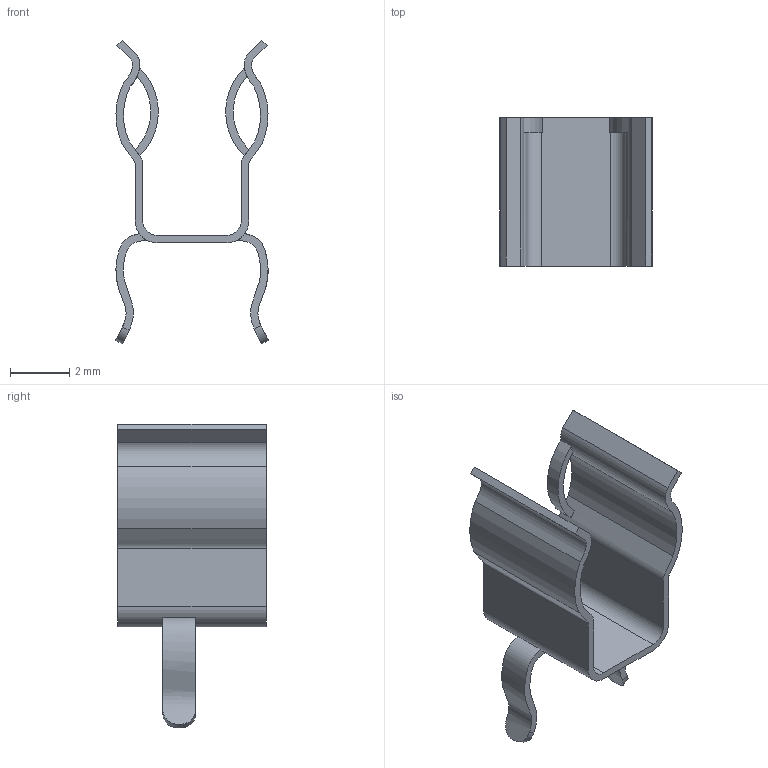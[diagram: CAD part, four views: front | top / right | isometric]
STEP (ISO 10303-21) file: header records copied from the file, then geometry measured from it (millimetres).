
FILE_DESCRIPTION(/* description */ (''),/* implementation_level */ '2;1');
FILE_NAME(/* name */ 'Bel FC-203 Fuse Clip v1.step',/* time_stamp */ '2019-05-13T13:12:49-07:00',/* author */ (''),/* organization */ (''),/* preprocessor_version */ 'ST-DEVELOPER v18',/* originating_system */ 'Autodesk Translation Framework v8.2.0.1029',/* authorisation */ '');
FILE_SCHEMA (('AUTOMOTIVE_DESIGN { 1 0 10303 214 3 1 1 }'));
Length unit declared in the file: inch
Products named in the file (2): Bel FC-203 Fuse Clip; FC-203
Assembly tree (1 placements, depth 2):
  Bel FC-203 Fuse Clip
    FC-203
Bounding box: 5.15 x 5 x 10.25 mm (x, y, z)
Volume: 24.9 mm3; surface area: 216.7 mm2
Topology: 5 solids, 5 shells, 57 faces, 141 edges, 94 vertices
Faces by surface type: plane 23, cylinder 18, bspline 16
Entity records: 2309 total; most frequent: CARTESIAN_POINT 983, ORIENTED_EDGE 282, DIRECTION 219, EDGE_CURVE 141, VERTEX_POINT 94, LINE 73, VECTOR 73, AXIS2_PLACEMENT_3D 73
